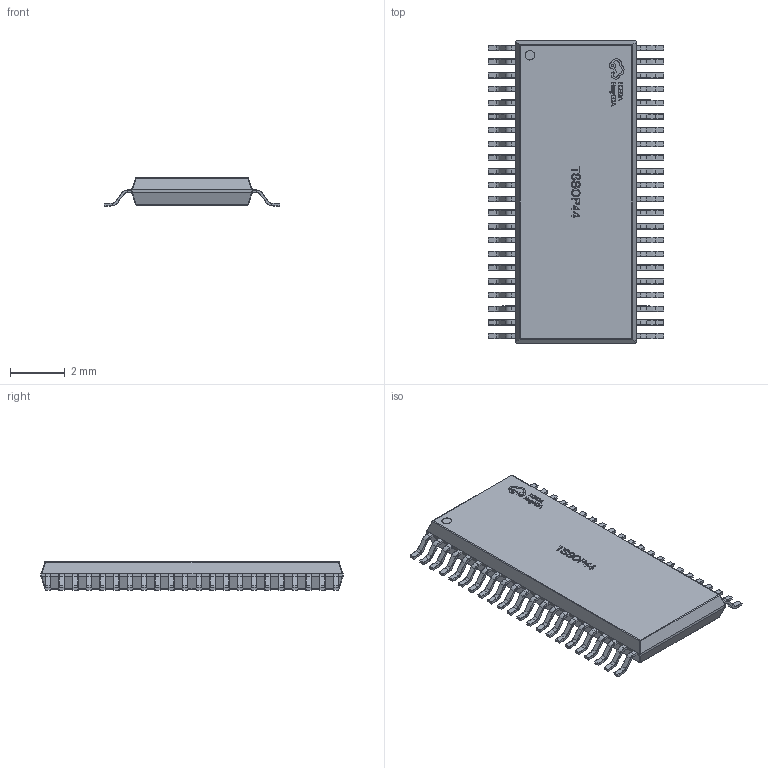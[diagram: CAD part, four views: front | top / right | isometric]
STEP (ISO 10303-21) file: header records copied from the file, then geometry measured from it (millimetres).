
FILE_DESCRIPTION (( 'STEP AP214' ), '1' );
FILE_NAME ('TSSOP-44_L11.0-W4.4-H1.0-LS6.4-P0.50.step', '2022-07-26T10:51:11', ( '' ), ( '' ), 'SwSTEP 2.0', 'SolidWorks 2020', '' );
FILE_SCHEMA (( 'AUTOMOTIVE_DESIGN' ));
Length unit declared in the file: millimetre
Products named in the file (1): TSSOP-44_L11.0-W4.4-H1.0-LS6.4-P0.50
Bounding box: 6.41 x 11 x 1.05 mm (x, y, z)
Volume: 47.4 mm3; surface area: 152.4 mm2
Topology: 58 solids, 58 shells, 2694 faces, 5849 edges, 3202 vertices
Faces by surface type: plane 1050, cylinder 902, torus 352, sphere 228, bspline 162
Entity records: 103882 total; most frequent: CARTESIAN_POINT 16380, DIRECTION 12615, ORIENTED_EDGE 11346, EDGE_CURVE 5673, AXIS2_PLACEMENT_3D 4761, VERTEX_POINT 3114, LINE 3093, VECTOR 3093
